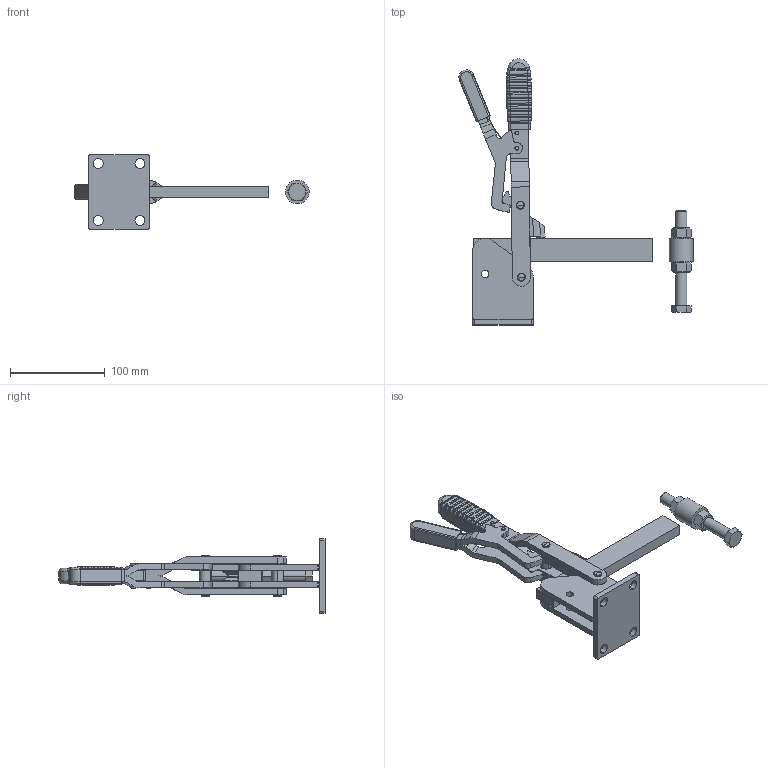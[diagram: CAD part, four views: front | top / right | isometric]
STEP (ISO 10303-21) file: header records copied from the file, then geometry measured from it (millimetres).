
FILE_DESCRIPTION((''),'2;1');
FILE_NAME('MG1B-SL.stp','2009-11-24T14:51:28',('David'),(''),'Autodesk Inventor 8','Autodesk Inventor 8','');
FILE_SCHEMA(('AUTOMOTIVE_DESIGN { 1 0 10303 214 1 1 1 1 }'));
Length unit declared in the file: millimetre
Products named in the file (8): MG1B-SL; MG1-SL SIDEPLATE B ASSEMBLY; MG1-SL BAR ASSEMBLY; MG1-SL HANDLE ASSEMBLY; MG1-SL BOSS ASSEMBLY; MG1-SL LINK ASSEMBLY; MG1-SL LEVER ASSEMBLY; ISO 4017  (Regular Thread) M12 x 100
Assembly tree (7 placements, depth 2):
  MG1B-SL
    MG1-SL SIDEPLATE B ASSEMBLY
    MG1-SL BAR ASSEMBLY
    MG1-SL HANDLE ASSEMBLY
    MG1-SL BOSS ASSEMBLY
    MG1-SL LINK ASSEMBLY
    MG1-SL LEVER ASSEMBLY
    ISO 4017  (Regular Thread) M12 x 100
Bounding box: 247.12 x 280.83 x 79 mm (x, y, z)
Volume: 299660.9 mm3; surface area: 107890.2 mm2
Topology: 7 solids, 7 shells, 647 faces, 1631 edges, 1020 vertices
Faces by surface type: cylinder 251, bspline 214, plane 118, cone 38, torus 22, sphere 4
Entity records: 24669 total; most frequent: CARTESIAN_POINT 9149, DIRECTION 3331, ORIENTED_EDGE 3246, EDGE_CURVE 1623, AXIS2_PLACEMENT_3D 1354, VERTEX_POINT 1020, CIRCLE 906, EDGE_LOOP 713
